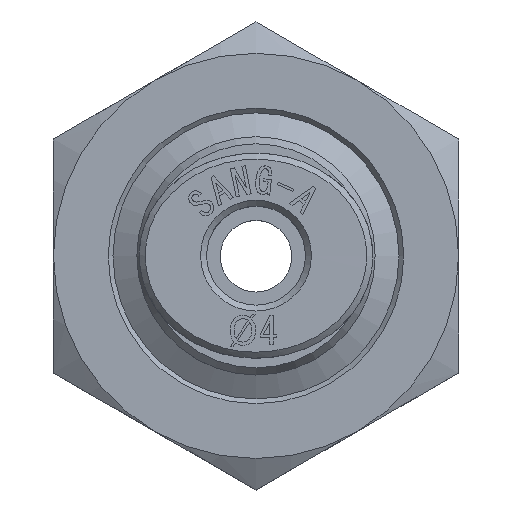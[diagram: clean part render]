
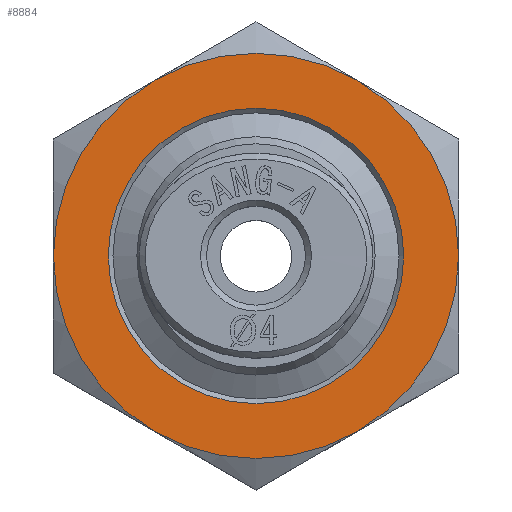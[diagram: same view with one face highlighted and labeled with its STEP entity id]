
A CAD part, top view. The second image highlights one B-rep face of the part: STEP entity #8884.
In plain terms, the highlighted planar face has unit normal (0, 0, 1).
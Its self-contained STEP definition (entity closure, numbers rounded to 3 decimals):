
#8808=CARTESIAN_POINT('',(6.2,0.,4.0));
#8809=VERTEX_POINT('',#8808);
#8810=CARTESIAN_POINT('',(0.0,0.0,4.0));
#8811=DIRECTION('',(0.0,0.0,1.0));
#8812=DIRECTION('',(-1.0,0.0,0.0));
#8813=AXIS2_PLACEMENT_3D('',#8810,#8811,#8812);
#8814=CIRCLE('',#8813,6.2);
#8815=EDGE_CURVE('',#8809,#8809,#8814,.T.);
#8820=CARTESIAN_POINT('',(0.0,0.,4.0));
#8821=DIRECTION('',(0.0,0.0,1.0));
#8822=DIRECTION('',(1.0,0.0,0.0));
#8823=AXIS2_PLACEMENT_3D('',#8820,#8821,#8822);
#8824=PLANE('',#8823);
#8825=CARTESIAN_POINT('',(7.361,-4.25,4.0));
#8826=VERTEX_POINT('',#8825);
#8827=CARTESIAN_POINT('',(7.361,4.25,4.0));
#8828=VERTEX_POINT('',#8827);
#8829=CARTESIAN_POINT('',(0.0,0.0,4.0));
#8830=DIRECTION('',(0.0,0.0,1.0));
#8831=DIRECTION('',(-1.0,0.0,0.0));
#8832=AXIS2_PLACEMENT_3D('',#8829,#8830,#8831);
#8833=CIRCLE('',#8832,8.5);
#8834=EDGE_CURVE('',#8826,#8828,#8833,.T.);
#8835=ORIENTED_EDGE('',*,*,#8834,.T.);
#8836=CARTESIAN_POINT('',(0.,8.5,4.0));
#8837=VERTEX_POINT('',#8836);
#8838=CARTESIAN_POINT('',(0.0,0.0,4.0));
#8839=DIRECTION('',(0.0,0.0,1.0));
#8840=DIRECTION('',(-1.0,0.0,0.0));
#8841=AXIS2_PLACEMENT_3D('',#8838,#8839,#8840);
#8842=CIRCLE('',#8841,8.5);
#8843=EDGE_CURVE('',#8828,#8837,#8842,.T.);
#8844=ORIENTED_EDGE('',*,*,#8843,.T.);
#8845=CARTESIAN_POINT('',(-7.361,4.25,4.0));
#8846=VERTEX_POINT('',#8845);
#8847=CARTESIAN_POINT('',(0.0,0.0,4.0));
#8848=DIRECTION('',(0.0,0.0,1.0));
#8849=DIRECTION('',(-1.0,0.0,0.0));
#8850=AXIS2_PLACEMENT_3D('',#8847,#8848,#8849);
#8851=CIRCLE('',#8850,8.5);
#8852=EDGE_CURVE('',#8837,#8846,#8851,.T.);
#8853=ORIENTED_EDGE('',*,*,#8852,.T.);
#8854=CARTESIAN_POINT('',(-7.361,-4.25,4.0));
#8855=VERTEX_POINT('',#8854);
#8856=CARTESIAN_POINT('',(0.0,0.0,4.0));
#8857=DIRECTION('',(0.0,0.0,1.0));
#8858=DIRECTION('',(-1.0,0.0,0.0));
#8859=AXIS2_PLACEMENT_3D('',#8856,#8857,#8858);
#8860=CIRCLE('',#8859,8.5);
#8861=EDGE_CURVE('',#8846,#8855,#8860,.T.);
#8862=ORIENTED_EDGE('',*,*,#8861,.T.);
#8863=CARTESIAN_POINT('',(0.,-8.5,4.0));
#8864=VERTEX_POINT('',#8863);
#8865=CARTESIAN_POINT('',(0.0,0.0,4.0));
#8866=DIRECTION('',(0.0,0.0,1.0));
#8867=DIRECTION('',(-1.0,0.0,0.0));
#8868=AXIS2_PLACEMENT_3D('',#8865,#8866,#8867);
#8869=CIRCLE('',#8868,8.5);
#8870=EDGE_CURVE('',#8855,#8864,#8869,.T.);
#8871=ORIENTED_EDGE('',*,*,#8870,.T.);
#8872=CARTESIAN_POINT('',(0.0,0.0,4.0));
#8873=DIRECTION('',(0.0,0.0,1.0));
#8874=DIRECTION('',(-1.0,0.0,0.0));
#8875=AXIS2_PLACEMENT_3D('',#8872,#8873,#8874);
#8876=CIRCLE('',#8875,8.5);
#8877=EDGE_CURVE('',#8864,#8826,#8876,.T.);
#8878=ORIENTED_EDGE('',*,*,#8877,.T.);
#8879=EDGE_LOOP('',(#8835,#8844,#8853,#8862,#8871,#8878));
#8880=FACE_OUTER_BOUND('',#8879,.T.);
#8881=ORIENTED_EDGE('',*,*,#8815,.F.);
#8882=EDGE_LOOP('',(#8881));
#8883=FACE_BOUND('',#8882,.T.);
#8884=ADVANCED_FACE('',(#8880,#8883),#8824,.T.);
